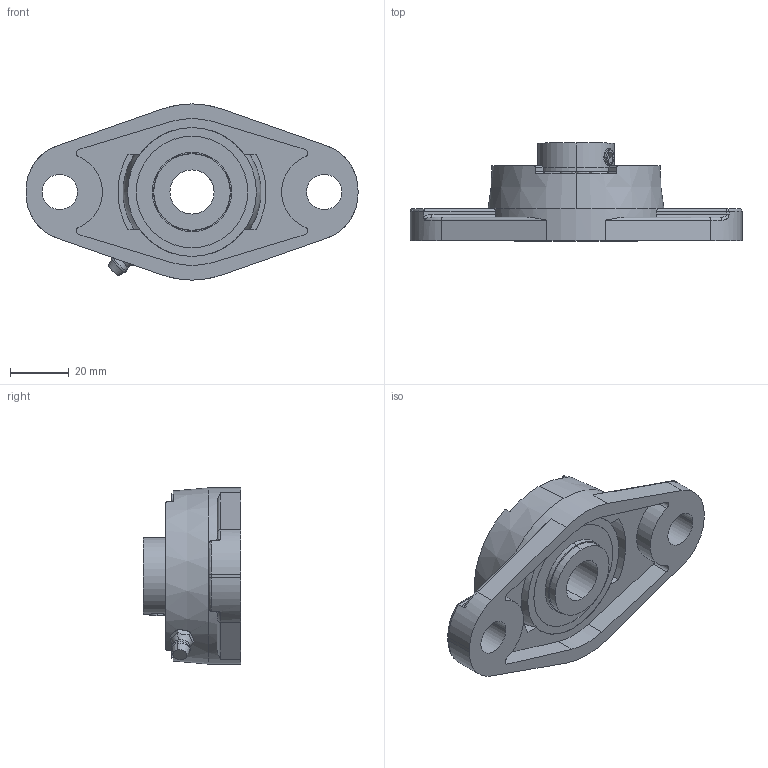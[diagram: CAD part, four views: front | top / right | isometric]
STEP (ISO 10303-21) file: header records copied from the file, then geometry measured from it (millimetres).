
FILE_DESCRIPTION((''),'2;1');
FILE_NAME('UCFL202_ASM','2018-04-18T10:20:13',('giuseppe.caruso'),(''),'CREO PARAMETRIC BY PTC INC, 2016390','CREO PARAMETRIC BY PTC INC, 2016390','');
FILE_SCHEMA(('CONFIG_CONTROL_DESIGN'));
Length unit declared in the file: millimetre
Products named in the file (4): FL202; UC202; M6X1; UCFL202_ASM
Assembly tree (3 placements, depth 2):
  UCFL202_ASM
    FL202
    UC202
    M6X1
Bounding box: 113 x 33.3 x 60 mm (x, y, z)
Volume: 58789.5 mm3; surface area: 37952.1 mm2
Topology: 26 solids, 30 shells, 908 faces, 2396 edges, 1554 vertices
Faces by surface type: plane 622, cylinder 170, cone 38, bspline 36, sphere 22, torus 20
Entity records: 29445 total; most frequent: CARTESIAN_POINT 6967, ORIENTED_EDGE 4694, DIRECTION 4466, EDGE_CURVE 2364, VECTOR 1748, LINE 1748, VERTEX_POINT 1554, AXIS2_PLACEMENT_3D 1359
